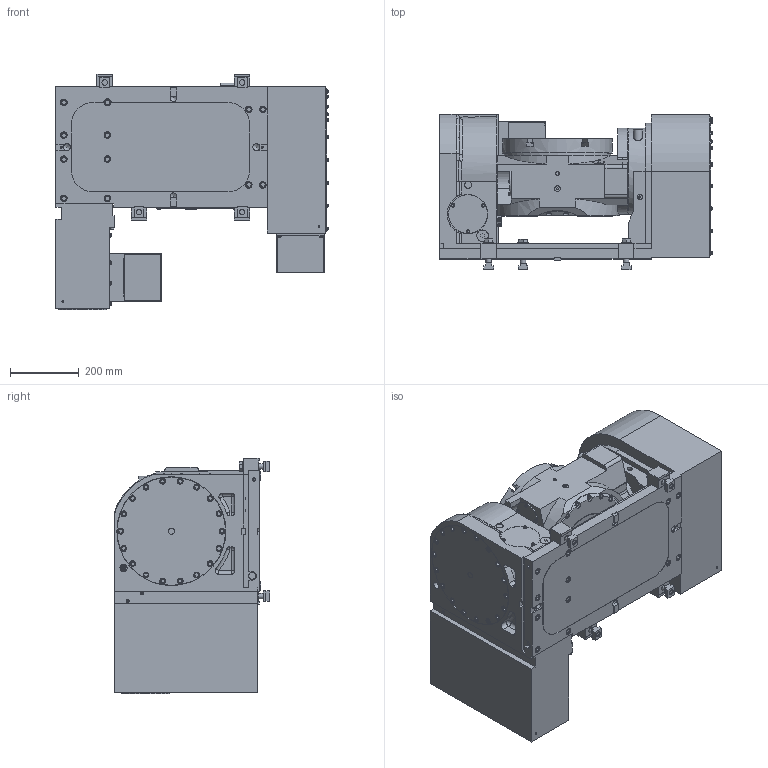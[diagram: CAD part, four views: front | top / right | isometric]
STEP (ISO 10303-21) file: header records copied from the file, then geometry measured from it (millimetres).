
FILE_DESCRIPTION(/* description */ ('Unknown'),/* implementation_level */ '2;1');
FILE_NAME(/* name */ 'TT321HEE02',/* time_stamp */ '2016-11-15T11:15:51+00:00',/* author */ ('Unknown'),/* organization */ ('Unknown'),/* preprocessor_version */ 'ST-DEVELOPER v16.7',/* originating_system */ 'DEX',/* authorisation */ $);
FILE_SCHEMA (('AUTOMOTIVE_DESIGN {1 0 10303 214 3 1 1}'));
Products named in the file (1): TT321HEE02
Bounding box: 791.8 x 452 x 685 mm (x, y, z)
Volume: 106038918.6 mm3; surface area: 3004558 mm2
Topology: 1 solids, 11 shells, 2330 faces, 5276 edges, 3460 vertices
Faces by surface type: plane 1574, cylinder 538, cone 139, torus 63, sphere 8, bspline 8
Full cylindrical faces by diameter (mm): 3.5 x1, 4.2 x2, 5 x12, 6 x10, 6.8 x9, 8 x10, 8.5 x8, 8.566 x2, 8.8 x1, 9 x55, 9.25 x1, 9.5 x2, 9.728 x3, 10 x30, 10.2 x3, 10.5 x3, 11.445 x1, 12 x31, 13 x14, 13.157 x1, 14 x14, 15 x1, 16 x63, 16.25 x1, 16.5 x38, 17 x54, 17.5 x2, 18 x21, 19 x20, 20 x11
Entity records: 81499 total; most frequent: CARTESIAN_POINT 15417, DIRECTION 10322, ORIENTED_EDGE 8852, EDGE_CURVE 4426, AXIS2_PLACEMENT_3D 3645, FACE_BOUND 3527, EDGE_LOOP 3492, VERTEX_POINT 3309
